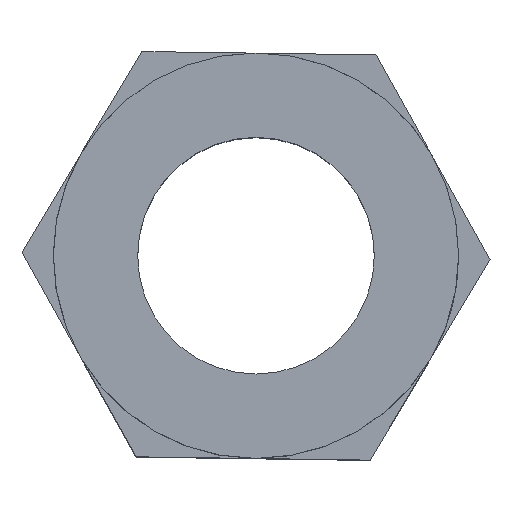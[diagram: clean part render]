
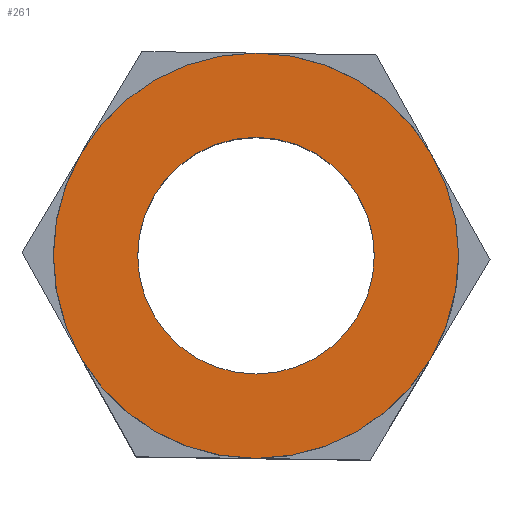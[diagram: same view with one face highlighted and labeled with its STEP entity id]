
A CAD part, top view. The second image highlights one B-rep face of the part: STEP entity #261.
In plain terms, the highlighted planar face has unit normal (0, 0, 1).
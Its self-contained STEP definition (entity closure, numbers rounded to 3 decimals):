
#15=FACE_BOUND('',#50,.T.);
#17=PLANE('',#301);
#33=FACE_OUTER_BOUND('',#49,.T.);
#49=EDGE_LOOP('',(#199));
#50=EDGE_LOOP('',(#200));
#117=CIRCLE('',#290,8.76);
#119=CIRCLE('',#293,15.);
#127=VERTEX_POINT('',#397);
#129=VERTEX_POINT('',#403);
#149=EDGE_CURVE('',#127,#127,#117,.T.);
#152=EDGE_CURVE('',#129,#129,#119,.T.);
#199=ORIENTED_EDGE('',*,*,#152,.T.);
#200=ORIENTED_EDGE('',*,*,#149,.T.);
#261=ADVANCED_FACE('',(#33,#15),#17,.T.);
#290=AXIS2_PLACEMENT_3D('',#398,#319,#320);
#293=AXIS2_PLACEMENT_3D('',#404,#326,#327);
#301=AXIS2_PLACEMENT_3D('',#420,#343,#344);
#319=DIRECTION('center_axis',(0.,0.,-1.));
#320=DIRECTION('ref_axis',(1.,0.,0.));
#326=DIRECTION('center_axis',(0.,0.,1.));
#327=DIRECTION('ref_axis',(-1.,0.,0.));
#343=DIRECTION('center_axis',(0.,0.,1.));
#344=DIRECTION('ref_axis',(-1.,0.,0.));
#397=CARTESIAN_POINT('',(-8.76,0.,193.5));
#398=CARTESIAN_POINT('Origin',(0.,0.,
193.5));
#403=CARTESIAN_POINT('',(15.,0.,193.5));
#404=CARTESIAN_POINT('Origin',(0.,0.,193.5));
#420=CARTESIAN_POINT('Origin',(0.,0.,193.5));
